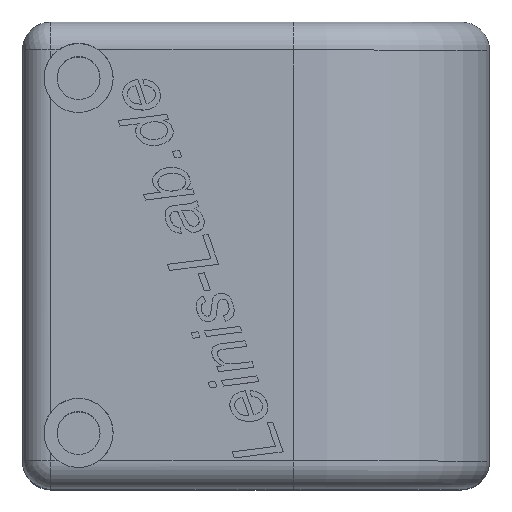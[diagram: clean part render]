
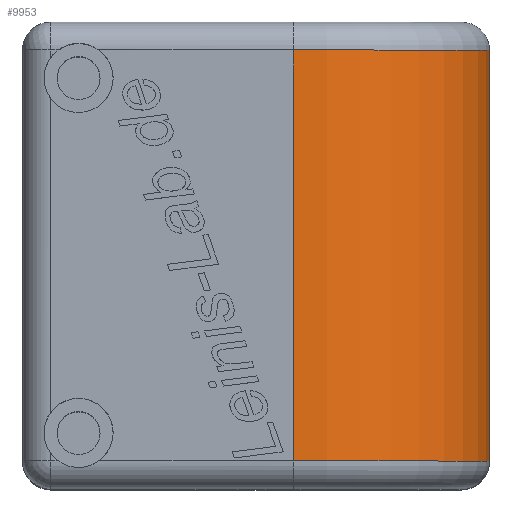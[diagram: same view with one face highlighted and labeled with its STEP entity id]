
A CAD part, top view. The second image highlights one B-rep face of the part: STEP entity #9953.
In plain terms, the highlighted cylindrical face has radius 21 mm (diameter 42 mm), a partial arc.
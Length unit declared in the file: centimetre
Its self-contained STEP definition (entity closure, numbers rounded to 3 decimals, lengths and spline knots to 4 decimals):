
#748=LINE($,#12704,#1584);
#1420=LINE($,#18660,#2256);
#1584=VECTOR($,#10674,4.4);
#2256=VECTOR($,#11712,4.4);
#2377=CYLINDRICAL_SURFACE($,#10364,2.1);
#2877=FACE_OUTER_BOUND($,#3468,.T.);
#3468=EDGE_LOOP($,(#9319,#9320,#9321,#9322));
#3628=CIRCLE($,#10343,2.1);
#3630=CIRCLE($,#10346,2.1);
#4205=VERTEX_POINT($,#12701);
#4206=VERTEX_POINT($,#12703);
#4945=VERTEX_POINT($,#18656);
#4947=VERTEX_POINT($,#18659);
#5221=EDGE_CURVE($,#4206,#4205,#748,.T.);
#6355=EDGE_CURVE($,#4947,#4945,#1420,.T.);
#6465=EDGE_CURVE($,#4206,#4945,#3628,.T.);
#6467=EDGE_CURVE($,#4947,#4205,#3630,.T.);
#9319=ORIENTED_EDGE($,*,*,#6465,.F.);
#9320=ORIENTED_EDGE($,*,*,#5221,.T.);
#9321=ORIENTED_EDGE($,*,*,#6467,.F.);
#9322=ORIENTED_EDGE($,*,*,#6355,.T.);
#9953=ADVANCED_FACE($,(#2877),#2377,.T.);
#10343=AXIS2_PLACEMENT_3D($,#18933,#11912,#11913);
#10346=AXIS2_PLACEMENT_3D($,#18936,#11918,#11919);
#10364=AXIS2_PLACEMENT_3D($,#18983,#11969,#11970);
#10674=DIRECTION($,(0.,1.,0.));
#11712=DIRECTION($,(0.,-1.,0.));
#11912=DIRECTION('center_axis',(0.,-1.,0.));
#11913=DIRECTION('ref_axis',(0.707,0.,0.707));
#11918=DIRECTION('center_axis',(0.,1.,0.));
#11919=DIRECTION('ref_axis',(0.707,0.,0.707));
#11969=DIRECTION('center_axis',(0.,1.,0.));
#11970=DIRECTION('ref_axis',(0.707,0.,0.707));
#12701=CARTESIAN_POINT('',(-7.,9.7,4.51));
#12703=CARTESIAN_POINT('',(-7.,5.3,4.51));
#12704=CARTESIAN_POINT($,(-7.,7.5,4.51));
#18656=CARTESIAN_POINT('',(-9.1,5.3,6.61));
#18659=CARTESIAN_POINT('',(-9.1,9.7,6.61));
#18660=CARTESIAN_POINT($,(-9.1,7.5,6.61));
#18933=CARTESIAN_POINT('Origin',(-9.1,5.3,4.51));
#18936=CARTESIAN_POINT('Origin',(-9.1,9.7,4.51));
#18983=CARTESIAN_POINT('Origin',(-9.1,7.5,4.51));
